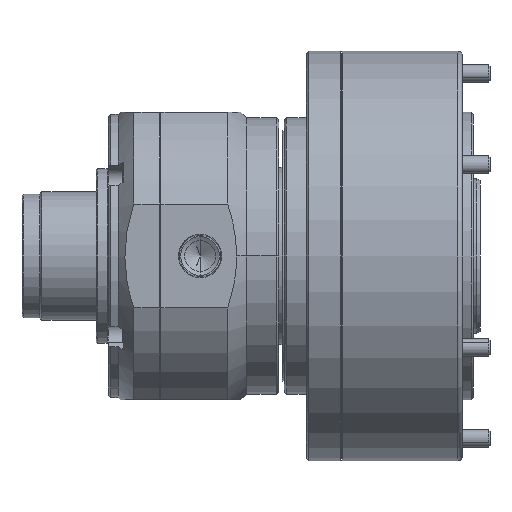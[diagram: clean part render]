
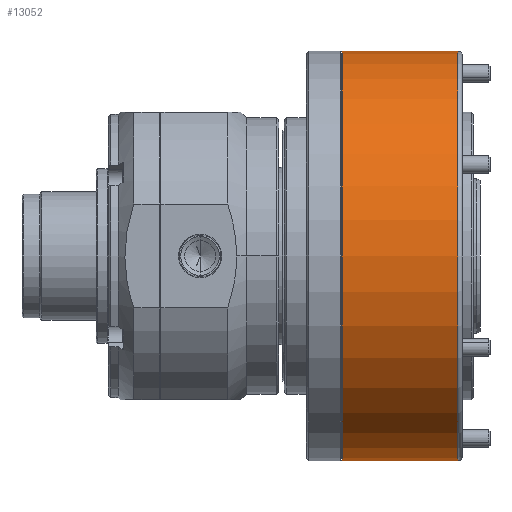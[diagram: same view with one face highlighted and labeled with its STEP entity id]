
A CAD part, front view. The second image highlights one B-rep face of the part: STEP entity #13052.
In plain terms, the highlighted cylindrical face has radius 92.5 mm (diameter 185 mm), a partial arc.
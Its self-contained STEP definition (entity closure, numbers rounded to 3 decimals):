
#914 = CARTESIAN_POINT ( 'NONE',  ( 0.3, 0., -92.5 ) ) ;
#1144 = CARTESIAN_POINT ( 'NONE',  ( 52.5, 0., 0. ) ) ;
#1568 = CARTESIAN_POINT ( 'NONE',  ( 52.5, 0., -92.5 ) ) ;
#1968 = CIRCLE ( 'NONE', #12167, 92.5 ) ;
#2220 = DIRECTION ( 'NONE',  ( 0., 0., 1. ) ) ;
#2439 = DIRECTION ( 'NONE',  ( 1., 0., 0. ) ) ;
#3395 = LINE ( 'NONE', #15847, #6310 ) ;
#3797 = FACE_OUTER_BOUND ( 'NONE', #4687, .T. ) ;
#4379 = AXIS2_PLACEMENT_3D ( 'NONE', #1144, #6674, #12275 ) ;
#4499 = ORIENTED_EDGE ( 'NONE', *, *, #9333, .T. ) ;
#4596 = ORIENTED_EDGE ( 'NONE', *, *, #11714, .T. ) ;
#4687 = EDGE_LOOP ( 'NONE', ( #10055, #4499, #15785, #4596 ) ) ;
#4699 = AXIS2_PLACEMENT_3D ( 'NONE', #14891, #2439, #7961 ) ;
#5577 = EDGE_CURVE ( 'NONE', #7463, #5739, #3395, .T. ) ;
#5739 = VERTEX_POINT ( 'NONE', #1568 ) ;
#5802 = DIRECTION ( 'NONE',  ( 1., 0., 0. ) ) ;
#5906 = VERTEX_POINT ( 'NONE', #16395 ) ;
#6310 = VECTOR ( 'NONE', #10309, 1000. ) ;
#6674 = DIRECTION ( 'NONE',  ( -1., 0., 0. ) ) ;
#7463 = VERTEX_POINT ( 'NONE', #914 ) ;
#7961 = DIRECTION ( 'NONE',  ( 0., 0., -1. ) ) ;
#8594 = EDGE_CURVE ( 'NONE', #14355, #5906, #10471, .T. ) ;
#9126 = CARTESIAN_POINT ( 'NONE',  ( 0.3, 0., 0. ) ) ;
#9333 = EDGE_CURVE ( 'NONE', #14355, #7463, #1968, .T. ) ;
#9355 = CYLINDRICAL_SURFACE ( 'NONE', #4699, 92.5 ) ;
#10055 = ORIENTED_EDGE ( 'NONE', *, *, #8594, .F. ) ;
#10309 = DIRECTION ( 'NONE',  ( 1., 0., 0. ) ) ;
#10471 = LINE ( 'NONE', #15527, #13858 ) ;
#11714 = EDGE_CURVE ( 'NONE', #5739, #5906, #12269, .T. ) ;
#12167 = AXIS2_PLACEMENT_3D ( 'NONE', #9126, #14671, #2220 ) ;
#12269 = CIRCLE ( 'NONE', #4379, 92.5 ) ;
#12275 = DIRECTION ( 'NONE',  ( 0., 0., -1. ) ) ;
#13052 = ADVANCED_FACE ( 'NONE', ( #3797 ), #9355, .T. ) ;
#13858 = VECTOR ( 'NONE', #5802, 1000. ) ;
#14355 = VERTEX_POINT ( 'NONE', #17599 ) ;
#14671 = DIRECTION ( 'NONE',  ( 1., 0., 0. ) ) ;
#14891 = CARTESIAN_POINT ( 'NONE',  ( 145.436, 0., 0. ) ) ;
#15527 = CARTESIAN_POINT ( 'NONE',  ( 145.436, 0., 92.5 ) ) ;
#15785 = ORIENTED_EDGE ( 'NONE', *, *, #5577, .T. ) ;
#15847 = CARTESIAN_POINT ( 'NONE',  ( 145.436, 0., -92.5 ) ) ;
#16395 = CARTESIAN_POINT ( 'NONE',  ( 52.5, 0., 92.5 ) ) ;
#17599 = CARTESIAN_POINT ( 'NONE',  ( 0.3, 0., 92.5 ) ) ;
